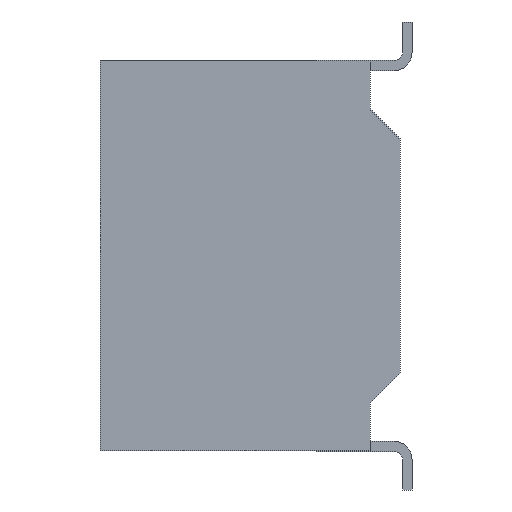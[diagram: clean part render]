
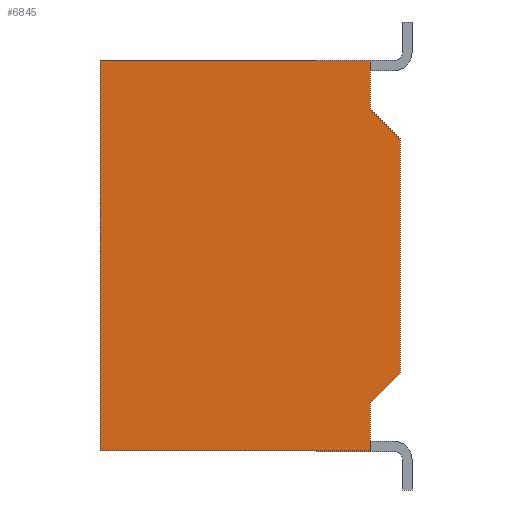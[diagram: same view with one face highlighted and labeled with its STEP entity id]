
A CAD part, left-side view. The second image highlights one B-rep face of the part: STEP entity #6845.
In plain terms, the highlighted planar face has unit normal (-1, 0, 0).
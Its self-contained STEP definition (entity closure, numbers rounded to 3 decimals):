
#44 = PLANE('',#45);
#45 = AXIS2_PLACEMENT_3D('',#46,#47,#48);
#46 = CARTESIAN_POINT('',(0.,2.5,-3.25));
#47 = DIRECTION('',(0.,0.,1.));
#48 = DIRECTION('',(1.,0.,0.));
#72 = PLANE('',#73);
#73 = AXIS2_PLACEMENT_3D('',#74,#75,#76);
#74 = CARTESIAN_POINT('',(7.5,0.5,-3.163));
#75 = DIRECTION('',(0.,1.,0.));
#76 = DIRECTION('',(0.,0.,-1.));
#814 = PLANE('',#815);
#815 = AXIS2_PLACEMENT_3D('',#816,#817,#818);
#816 = CARTESIAN_POINT('',(0.,2.5,3.25));
#817 = DIRECTION('',(0.,0.,1.));
#818 = DIRECTION('',(1.,0.,0.));
#842 = PLANE('',#843);
#843 = AXIS2_PLACEMENT_3D('',#844,#845,#846);
#844 = CARTESIAN_POINT('',(7.5,0.5,3.267));
#845 = DIRECTION('',(0.,1.,0.));
#846 = DIRECTION('',(0.,0.,-1.));
#1886 = VERTEX_POINT('',#1887);
#1887 = CARTESIAN_POINT('',(-5.,0.5,-3.25));
#1908 = EDGE_CURVE('',#1886,#1909,#1911,.T.);
#1909 = VERTEX_POINT('',#1910);
#1910 = CARTESIAN_POINT('',(-5.,5.,-3.25));
#1911 = SURFACE_CURVE('',#1912,(#1916,#1923),.PCURVE_S1.);
#1912 = LINE('',#1913,#1914);
#1913 = CARTESIAN_POINT('',(-5.,2.5,-3.25));
#1914 = VECTOR('',#1915,1.);
#1915 = DIRECTION('',(0.,1.,0.));
#1916 = PCURVE('',#44,#1917);
#1917 = DEFINITIONAL_REPRESENTATION('',(#1918),#1922);
#1918 = LINE('',#1919,#1920);
#1919 = CARTESIAN_POINT('',(-5.,0.));
#1920 = VECTOR('',#1921,1.);
#1921 = DIRECTION('',(0.,1.));
#1922 = ( GEOMETRIC_REPRESENTATION_CONTEXT(2) 
PARAMETRIC_REPRESENTATION_CONTEXT() REPRESENTATION_CONTEXT('2D SPACE',''
  ) );
#1923 = PCURVE('',#1924,#1929);
#1924 = PLANE('',#1925);
#1925 = AXIS2_PLACEMENT_3D('',#1926,#1927,#1928);
#1926 = CARTESIAN_POINT('',(-5.,2.5,0.));
#1927 = DIRECTION('',(1.,0.,0.));
#1928 = DIRECTION('',(0.,0.,-1.));
#1929 = DEFINITIONAL_REPRESENTATION('',(#1930),#1934);
#1930 = LINE('',#1931,#1932);
#1931 = CARTESIAN_POINT('',(3.25,0.));
#1932 = VECTOR('',#1933,1.);
#1933 = DIRECTION('',(0.,1.));
#1934 = ( GEOMETRIC_REPRESENTATION_CONTEXT(2) 
PARAMETRIC_REPRESENTATION_CONTEXT() REPRESENTATION_CONTEXT('2D SPACE',''
  ) );
#1952 = PLANE('',#1953);
#1953 = AXIS2_PLACEMENT_3D('',#1954,#1955,#1956);
#1954 = CARTESIAN_POINT('',(0.,5.,0.));
#1955 = DIRECTION('',(0.,-1.,0.));
#1956 = DIRECTION('',(0.,0.,-1.));
#2066 = VERTEX_POINT('',#2067);
#2067 = CARTESIAN_POINT('',(-5.,5.,3.25));
#2088 = EDGE_CURVE('',#2066,#2089,#2091,.T.);
#2089 = VERTEX_POINT('',#2090);
#2090 = CARTESIAN_POINT('',(-5.,0.5,3.25));
#2091 = SURFACE_CURVE('',#2092,(#2096,#2103),.PCURVE_S1.);
#2092 = LINE('',#2093,#2094);
#2093 = CARTESIAN_POINT('',(-5.,2.5,3.25));
#2094 = VECTOR('',#2095,1.);
#2095 = DIRECTION('',(0.,-1.,0.));
#2096 = PCURVE('',#814,#2097);
#2097 = DEFINITIONAL_REPRESENTATION('',(#2098),#2102);
#2098 = LINE('',#2099,#2100);
#2099 = CARTESIAN_POINT('',(-5.,0.));
#2100 = VECTOR('',#2101,1.);
#2101 = DIRECTION('',(0.,-1.));
#2102 = ( GEOMETRIC_REPRESENTATION_CONTEXT(2) 
PARAMETRIC_REPRESENTATION_CONTEXT() REPRESENTATION_CONTEXT('2D SPACE',''
  ) );
#2103 = PCURVE('',#1924,#2104);
#2104 = DEFINITIONAL_REPRESENTATION('',(#2105),#2109);
#2105 = LINE('',#2106,#2107);
#2106 = CARTESIAN_POINT('',(-3.25,0.));
#2107 = VECTOR('',#2108,1.);
#2108 = DIRECTION('',(0.,-1.));
#2109 = ( GEOMETRIC_REPRESENTATION_CONTEXT(2) 
PARAMETRIC_REPRESENTATION_CONTEXT() REPRESENTATION_CONTEXT('2D SPACE',''
  ) );
#6529 = PLANE('',#6530);
#6530 = AXIS2_PLACEMENT_3D('',#6531,#6532,#6533);
#6531 = CARTESIAN_POINT('',(7.5,0.,1.95));
#6532 = DIRECTION('',(0.,0.707,-0.707
    ));
#6533 = DIRECTION('',(0.,-0.707,
    -0.707));
#6549 = VERTEX_POINT('',#6550);
#6550 = CARTESIAN_POINT('',(-5.,0.5,2.45));
#6571 = EDGE_CURVE('',#6572,#6549,#6574,.T.);
#6572 = VERTEX_POINT('',#6573);
#6573 = CARTESIAN_POINT('',(-5.,0.,1.95));
#6574 = SURFACE_CURVE('',#6575,(#6579,#6586),.PCURVE_S1.);
#6575 = LINE('',#6576,#6577);
#6576 = CARTESIAN_POINT('',(-5.,0.138,2.088));
#6577 = VECTOR('',#6578,1.);
#6578 = DIRECTION('',(0.,0.707,0.707));
#6579 = PCURVE('',#6529,#6580);
#6580 = DEFINITIONAL_REPRESENTATION('',(#6581),#6585);
#6581 = LINE('',#6582,#6583);
#6582 = CARTESIAN_POINT('',(-0.194,12.5));
#6583 = VECTOR('',#6584,1.);
#6584 = DIRECTION('',(-1.,0.));
#6585 = ( GEOMETRIC_REPRESENTATION_CONTEXT(2) 
PARAMETRIC_REPRESENTATION_CONTEXT() REPRESENTATION_CONTEXT('2D SPACE',''
  ) );
#6586 = PCURVE('',#1924,#6587);
#6587 = DEFINITIONAL_REPRESENTATION('',(#6588),#6592);
#6588 = LINE('',#6589,#6590);
#6589 = CARTESIAN_POINT('',(-2.088,-2.363));
#6590 = VECTOR('',#6591,1.);
#6591 = DIRECTION('',(-0.707,0.707));
#6592 = ( GEOMETRIC_REPRESENTATION_CONTEXT(2) 
PARAMETRIC_REPRESENTATION_CONTEXT() REPRESENTATION_CONTEXT('2D SPACE',''
  ) );
#6608 = PLANE('',#6609);
#6609 = AXIS2_PLACEMENT_3D('',#6610,#6611,#6612);
#6610 = CARTESIAN_POINT('',(0.,0.,0.));
#6611 = DIRECTION('',(0.,1.,0.));
#6612 = DIRECTION('',(0.,0.,1.));
#6623 = EDGE_CURVE('',#6624,#6626,#6628,.T.);
#6624 = VERTEX_POINT('',#6625);
#6625 = CARTESIAN_POINT('',(-5.,0.5,-2.45));
#6626 = VERTEX_POINT('',#6627);
#6627 = CARTESIAN_POINT('',(-5.,0.,-1.95));
#6628 = SURFACE_CURVE('',#6629,(#6633,#6645),.PCURVE_S1.);
#6629 = LINE('',#6630,#6631);
#6630 = CARTESIAN_POINT('',(-5.,0.138,-2.088));
#6631 = VECTOR('',#6632,1.);
#6632 = DIRECTION('',(0.,-0.707,0.707));
#6633 = PCURVE('',#6634,#6639);
#6634 = PLANE('',#6635);
#6635 = AXIS2_PLACEMENT_3D('',#6636,#6637,#6638);
#6636 = CARTESIAN_POINT('',(7.5,0.,-1.95));
#6637 = DIRECTION('',(0.,0.707,0.707)
  );
#6638 = DIRECTION('',(0.,0.707,-0.707
    ));
#6639 = DEFINITIONAL_REPRESENTATION('',(#6640),#6644);
#6640 = LINE('',#6641,#6642);
#6641 = CARTESIAN_POINT('',(0.194,12.5));
#6642 = VECTOR('',#6643,1.);
#6643 = DIRECTION('',(-1.,0.));
#6644 = ( GEOMETRIC_REPRESENTATION_CONTEXT(2) 
PARAMETRIC_REPRESENTATION_CONTEXT() REPRESENTATION_CONTEXT('2D SPACE',''
  ) );
#6645 = PCURVE('',#1924,#6646);
#6646 = DEFINITIONAL_REPRESENTATION('',(#6647),#6651);
#6647 = LINE('',#6648,#6649);
#6648 = CARTESIAN_POINT('',(2.088,-2.363));
#6649 = VECTOR('',#6650,1.);
#6650 = DIRECTION('',(-0.707,-0.707));
#6651 = ( GEOMETRIC_REPRESENTATION_CONTEXT(2) 
PARAMETRIC_REPRESENTATION_CONTEXT() REPRESENTATION_CONTEXT('2D SPACE',''
  ) );
#6737 = EDGE_CURVE('',#6549,#2089,#6738,.T.);
#6738 = SURFACE_CURVE('',#6739,(#6743,#6750),.PCURVE_S1.);
#6739 = LINE('',#6740,#6741);
#6740 = CARTESIAN_POINT('',(-5.,0.5,1.634));
#6741 = VECTOR('',#6742,1.);
#6742 = DIRECTION('',(0.,0.,1.));
#6743 = PCURVE('',#842,#6744);
#6744 = DEFINITIONAL_REPRESENTATION('',(#6745),#6749);
#6745 = LINE('',#6746,#6747);
#6746 = CARTESIAN_POINT('',(1.634,12.5));
#6747 = VECTOR('',#6748,1.);
#6748 = DIRECTION('',(-1.,0.));
#6749 = ( GEOMETRIC_REPRESENTATION_CONTEXT(2) 
PARAMETRIC_REPRESENTATION_CONTEXT() REPRESENTATION_CONTEXT('2D SPACE',''
  ) );
#6750 = PCURVE('',#1924,#6751);
#6751 = DEFINITIONAL_REPRESENTATION('',(#6752),#6756);
#6752 = LINE('',#6753,#6754);
#6753 = CARTESIAN_POINT('',(-1.634,-2.));
#6754 = VECTOR('',#6755,1.);
#6755 = DIRECTION('',(-1.,0.));
#6756 = ( GEOMETRIC_REPRESENTATION_CONTEXT(2) 
PARAMETRIC_REPRESENTATION_CONTEXT() REPRESENTATION_CONTEXT('2D SPACE',''
  ) );
#6810 = EDGE_CURVE('',#1886,#6624,#6811,.T.);
#6811 = SURFACE_CURVE('',#6812,(#6816,#6823),.PCURVE_S1.);
#6812 = LINE('',#6813,#6814);
#6813 = CARTESIAN_POINT('',(-5.,0.5,-1.581));
#6814 = VECTOR('',#6815,1.);
#6815 = DIRECTION('',(0.,0.,1.));
#6816 = PCURVE('',#72,#6817);
#6817 = DEFINITIONAL_REPRESENTATION('',(#6818),#6822);
#6818 = LINE('',#6819,#6820);
#6819 = CARTESIAN_POINT('',(-1.581,12.5));
#6820 = VECTOR('',#6821,1.);
#6821 = DIRECTION('',(-1.,0.));
#6822 = ( GEOMETRIC_REPRESENTATION_CONTEXT(2) 
PARAMETRIC_REPRESENTATION_CONTEXT() REPRESENTATION_CONTEXT('2D SPACE',''
  ) );
#6823 = PCURVE('',#1924,#6824);
#6824 = DEFINITIONAL_REPRESENTATION('',(#6825),#6829);
#6825 = LINE('',#6826,#6827);
#6826 = CARTESIAN_POINT('',(1.581,-2.));
#6827 = VECTOR('',#6828,1.);
#6828 = DIRECTION('',(-1.,0.));
#6829 = ( GEOMETRIC_REPRESENTATION_CONTEXT(2) 
PARAMETRIC_REPRESENTATION_CONTEXT() REPRESENTATION_CONTEXT('2D SPACE',''
  ) );
#6845 = ADVANCED_FACE('',(#6846),#1924,.F.);
#6846 = FACE_BOUND('',#6847,.T.);
#6847 = EDGE_LOOP('',(#6848,#6849,#6850,#6851,#6872,#6873,#6874,#6875));
#6848 = ORIENTED_EDGE('',*,*,#6571,.T.);
#6849 = ORIENTED_EDGE('',*,*,#6737,.T.);
#6850 = ORIENTED_EDGE('',*,*,#2088,.F.);
#6851 = ORIENTED_EDGE('',*,*,#6852,.T.);
#6852 = EDGE_CURVE('',#2066,#1909,#6853,.T.);
#6853 = SURFACE_CURVE('',#6854,(#6858,#6865),.PCURVE_S1.);
#6854 = LINE('',#6855,#6856);
#6855 = CARTESIAN_POINT('',(-5.,5.,0.));
#6856 = VECTOR('',#6857,1.);
#6857 = DIRECTION('',(0.,0.,-1.));
#6858 = PCURVE('',#1924,#6859);
#6859 = DEFINITIONAL_REPRESENTATION('',(#6860),#6864);
#6860 = LINE('',#6861,#6862);
#6861 = CARTESIAN_POINT('',(0.,2.5));
#6862 = VECTOR('',#6863,1.);
#6863 = DIRECTION('',(1.,0.));
#6864 = ( GEOMETRIC_REPRESENTATION_CONTEXT(2) 
PARAMETRIC_REPRESENTATION_CONTEXT() REPRESENTATION_CONTEXT('2D SPACE',''
  ) );
#6865 = PCURVE('',#1952,#6866);
#6866 = DEFINITIONAL_REPRESENTATION('',(#6867),#6871);
#6867 = LINE('',#6868,#6869);
#6868 = CARTESIAN_POINT('',(0.,-5.));
#6869 = VECTOR('',#6870,1.);
#6870 = DIRECTION('',(1.,0.));
#6871 = ( GEOMETRIC_REPRESENTATION_CONTEXT(2) 
PARAMETRIC_REPRESENTATION_CONTEXT() REPRESENTATION_CONTEXT('2D SPACE',''
  ) );
#6872 = ORIENTED_EDGE('',*,*,#1908,.F.);
#6873 = ORIENTED_EDGE('',*,*,#6810,.T.);
#6874 = ORIENTED_EDGE('',*,*,#6623,.T.);
#6875 = ORIENTED_EDGE('',*,*,#6876,.F.);
#6876 = EDGE_CURVE('',#6572,#6626,#6877,.T.);
#6877 = SURFACE_CURVE('',#6878,(#6882,#6889),.PCURVE_S1.);
#6878 = LINE('',#6879,#6880);
#6879 = CARTESIAN_POINT('',(-5.,0.,0.));
#6880 = VECTOR('',#6881,1.);
#6881 = DIRECTION('',(0.,0.,-1.));
#6882 = PCURVE('',#1924,#6883);
#6883 = DEFINITIONAL_REPRESENTATION('',(#6884),#6888);
#6884 = LINE('',#6885,#6886);
#6885 = CARTESIAN_POINT('',(0.,-2.5));
#6886 = VECTOR('',#6887,1.);
#6887 = DIRECTION('',(1.,0.));
#6888 = ( GEOMETRIC_REPRESENTATION_CONTEXT(2) 
PARAMETRIC_REPRESENTATION_CONTEXT() REPRESENTATION_CONTEXT('2D SPACE',''
  ) );
#6889 = PCURVE('',#6608,#6890);
#6890 = DEFINITIONAL_REPRESENTATION('',(#6891),#6895);
#6891 = LINE('',#6892,#6893);
#6892 = CARTESIAN_POINT('',(0.,-5.));
#6893 = VECTOR('',#6894,1.);
#6894 = DIRECTION('',(-1.,0.));
#6895 = ( GEOMETRIC_REPRESENTATION_CONTEXT(2) 
PARAMETRIC_REPRESENTATION_CONTEXT() REPRESENTATION_CONTEXT('2D SPACE',''
  ) );
